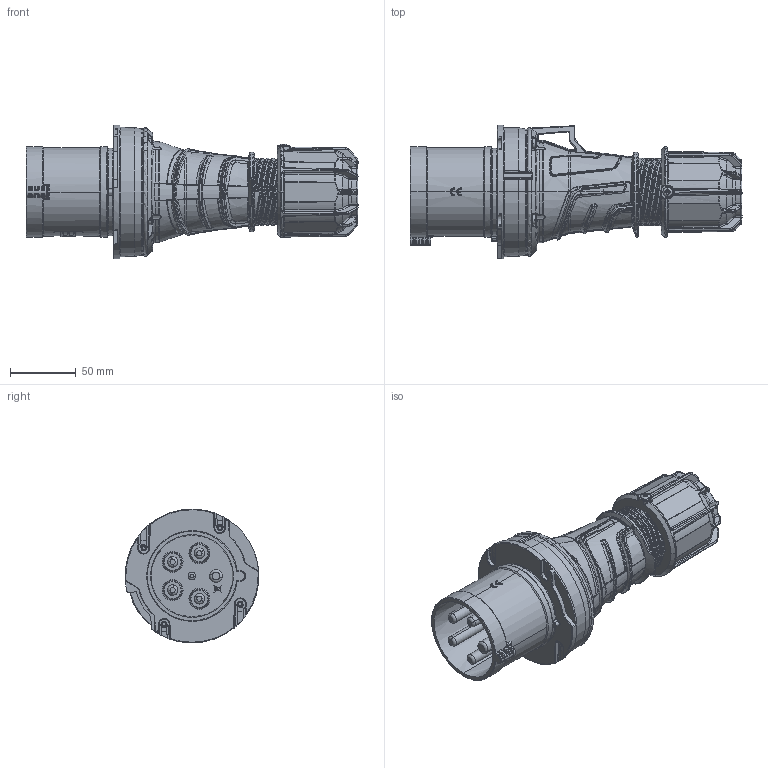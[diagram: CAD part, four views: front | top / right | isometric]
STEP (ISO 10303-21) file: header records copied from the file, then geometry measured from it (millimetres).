
FILE_DESCRIPTION (( 'STEP AP203' ), '1' );
FILE_NAME ('0351-6_facelift.STEP', '2020-03-31T09:35:00', ( '' ), ( '' ), 'SwSTEP 2.0', 'SolidWorks 2019', '' );
FILE_SCHEMA (( 'CONFIG_CONTROL_DESIGN' ));
Products named in the file (1): 0351-6_facelift
Bounding box: 253 x 101.8 x 101.98 mm (x, y, z)
Volume: 727517.2 mm3; surface area: 100399.1 mm2
Topology: 1 solids, 1 shells, 2636 faces, 6350 edges, 3727 vertices
Faces by surface type: bspline 1224, plane 427, cylinder 334, torus 302, cone 256, sphere 93
Entity records: 119133 total; most frequent: CARTESIAN_POINT 67314, ORIENTED_EDGE 12624, DIRECTION 8630, EDGE_CURVE 6312, AXIS2_PLACEMENT_3D 3752, VERTEX_POINT 3727, EDGE_LOOP 2687, ADVANCED_FACE 2636
